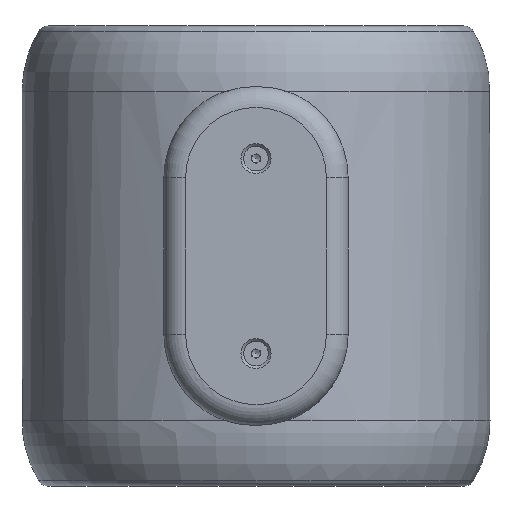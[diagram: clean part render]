
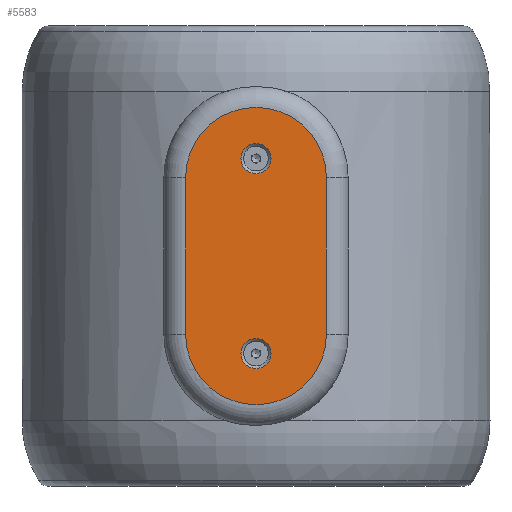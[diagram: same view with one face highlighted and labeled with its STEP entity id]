
A CAD part, front view. The second image highlights one B-rep face of the part: STEP entity #5583.
In plain terms, the highlighted planar face has unit normal (0, -1, 0).
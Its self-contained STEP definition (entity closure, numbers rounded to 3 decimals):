
#61 = CIRCLE ( 'NONE', #16844, 16.25 ) ;
#1458 = VERTEX_POINT ( 'NONE', #4787 ) ;
#1862 = DIRECTION ( 'NONE',  ( 0., 0., 1. ) ) ;
#1946 = PLANE ( 'NONE',  #10779 ) ;
#2473 = EDGE_CURVE ( 'NONE', #4465, #4465, #16621, .T. ) ;
#3107 = DIRECTION ( 'NONE',  ( 0., 0., -1. ) ) ;
#3413 = LINE ( 'NONE', #19788, #5851 ) ;
#3756 = FACE_BOUND ( 'NONE', #11620, .T. ) ;
#4196 = EDGE_LOOP ( 'NONE', ( #19110 ) ) ;
#4397 = EDGE_CURVE ( 'NONE', #10295, #11742, #11512, .T. ) ;
#4465 = VERTEX_POINT ( 'NONE', #7777 ) ;
#4787 = CARTESIAN_POINT ( 'NONE',  ( 0., -57.643, -25.97 ) ) ;
#5159 = FACE_BOUND ( 'NONE', #4196, .T. ) ;
#5583 = ADVANCED_FACE ( 'NONE', ( #3756, #5159, #14688 ), #1946, .T. ) ;
#5851 = VECTOR ( 'NONE', #16590, 1000. ) ;
#6374 = CARTESIAN_POINT ( 'NONE',  ( 0., -57.643, 18.045 ) ) ;
#6473 = DIRECTION ( 'NONE',  ( 0., -1., 0. ) ) ;
#6541 = EDGE_CURVE ( 'NONE', #11304, #10295, #8130, .T. ) ;
#7777 = CARTESIAN_POINT ( 'NONE',  ( 0., -57.643, 19.03 ) ) ;
#8014 = VERTEX_POINT ( 'NONE', #15563 ) ;
#8130 = CIRCLE ( 'NONE', #19089, 16.25 ) ;
#9295 = EDGE_CURVE ( 'NONE', #1458, #1458, #13322, .T. ) ;
#9415 = DIRECTION ( 'NONE',  ( 0., -1., 0. ) ) ;
#9817 = ORIENTED_EDGE ( 'NONE', *, *, #4397, .T. ) ;
#10295 = VERTEX_POINT ( 'NONE', #19091 ) ;
#10318 = CARTESIAN_POINT ( 'NONE',  ( 16.25, -57.643, 0. ) ) ;
#10779 = AXIS2_PLACEMENT_3D ( 'NONE', #16522, #18016, #11577 ) ;
#11131 = CARTESIAN_POINT ( 'NONE',  ( 0., -57.643, -22.5 ) ) ;
#11304 = VERTEX_POINT ( 'NONE', #18209 ) ;
#11512 = LINE ( 'NONE', #10318, #19959 ) ;
#11577 = DIRECTION ( 'NONE',  ( 1., 0., 0. ) ) ;
#11616 = AXIS2_PLACEMENT_3D ( 'NONE', #11131, #9415, #3107 ) ;
#11620 = EDGE_LOOP ( 'NONE', ( #16701 ) ) ;
#11742 = VERTEX_POINT ( 'NONE', #21023 ) ;
#12178 = ORIENTED_EDGE ( 'NONE', *, *, #17067, .T. ) ;
#12351 = DIRECTION ( 'NONE',  ( 0., 0., -1. ) ) ;
#12454 = DIRECTION ( 'NONE',  ( 0., -1., 0. ) ) ;
#13322 = CIRCLE ( 'NONE', #11616, 3.47 ) ;
#13628 = EDGE_CURVE ( 'NONE', #8014, #11304, #3413, .T. ) ;
#14025 = DIRECTION ( 'NONE',  ( 1., 0., 0. ) ) ;
#14137 = DIRECTION ( 'NONE',  ( 0., -1., 0. ) ) ;
#14688 = FACE_OUTER_BOUND ( 'NONE', #15134, .T. ) ;
#15134 = EDGE_LOOP ( 'NONE', ( #19605, #15488, #9817, #12178 ) ) ;
#15329 = CARTESIAN_POINT ( 'NONE',  ( 0., -57.643, -18.045 ) ) ;
#15488 = ORIENTED_EDGE ( 'NONE', *, *, #6541, .T. ) ;
#15563 = CARTESIAN_POINT ( 'NONE',  ( -16.25, -57.643, 18.045 ) ) ;
#15597 = CARTESIAN_POINT ( 'NONE',  ( 0., -57.643, 22.5 ) ) ;
#16522 = CARTESIAN_POINT ( 'NONE',  ( 0., -57.643, 0. ) ) ;
#16541 = DIRECTION ( 'NONE',  ( 1., 0., 0. ) ) ;
#16590 = DIRECTION ( 'NONE',  ( 0., 0., -1. ) ) ;
#16621 = CIRCLE ( 'NONE', #18333, 3.47 ) ;
#16701 = ORIENTED_EDGE ( 'NONE', *, *, #9295, .F. ) ;
#16844 = AXIS2_PLACEMENT_3D ( 'NONE', #6374, #6473, #16541 ) ;
#17067 = EDGE_CURVE ( 'NONE', #11742, #8014, #61, .T. ) ;
#18016 = DIRECTION ( 'NONE',  ( 0., -1., 0. ) ) ;
#18209 = CARTESIAN_POINT ( 'NONE',  ( -16.25, -57.643, -18.045 ) ) ;
#18333 = AXIS2_PLACEMENT_3D ( 'NONE', #15597, #12454, #12351 ) ;
#19089 = AXIS2_PLACEMENT_3D ( 'NONE', #15329, #14137, #14025 ) ;
#19091 = CARTESIAN_POINT ( 'NONE',  ( 16.25, -57.643, -18.045 ) ) ;
#19110 = ORIENTED_EDGE ( 'NONE', *, *, #2473, .F. ) ;
#19605 = ORIENTED_EDGE ( 'NONE', *, *, #13628, .T. ) ;
#19788 = CARTESIAN_POINT ( 'NONE',  ( -16.25, -57.643, 0. ) ) ;
#19959 = VECTOR ( 'NONE', #1862, 1000. ) ;
#21023 = CARTESIAN_POINT ( 'NONE',  ( 16.25, -57.643, 18.045 ) ) ;
